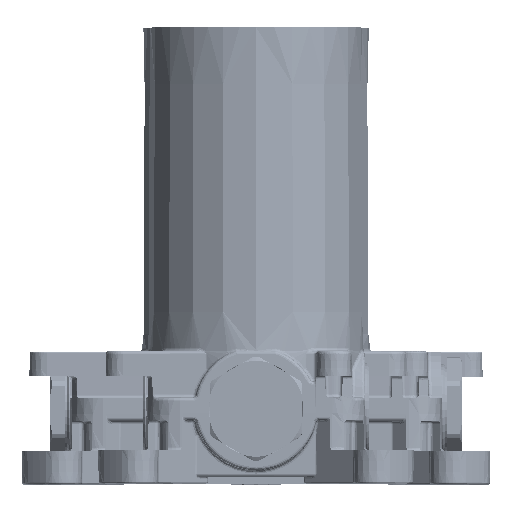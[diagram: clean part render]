
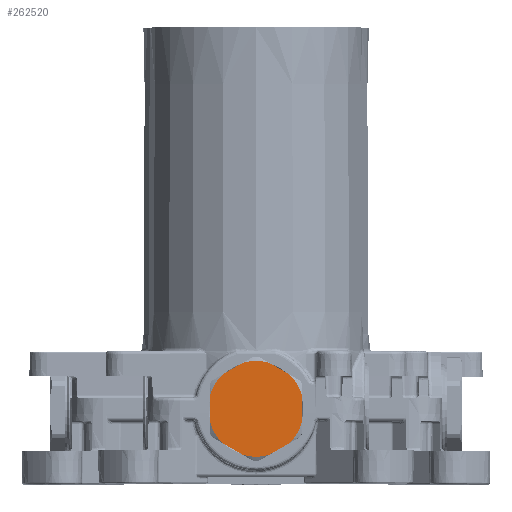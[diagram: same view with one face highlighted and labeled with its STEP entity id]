
A CAD part, top view. The second image highlights one B-rep face of the part: STEP entity #262520.
In plain terms, the highlighted planar face has unit normal (0, 0, 1).
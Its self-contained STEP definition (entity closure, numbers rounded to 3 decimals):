
#262179=CARTESIAN_POINT('Vertex',(14.,-3.512,159.159)) ;
#262182=CARTESIAN_POINT('Axis2P3D Location',(0.,0.,159.159)) ;
#262186=CARTESIAN_POINT('Vertex',(10.041,-10.368,159.159)) ;
#262230=CARTESIAN_POINT('Vertex',(3.959,-13.88,159.159)) ;
#262233=CARTESIAN_POINT('Axis2P3D Location',(0.,0.,159.159)) ;
#262237=CARTESIAN_POINT('Vertex',(0.,-14.434,159.159)) ;
#262240=CARTESIAN_POINT('Axis2P3D Location',(0.,0.,159.159)) ;
#262244=CARTESIAN_POINT('Vertex',(-3.959,-13.88,159.159)) ;
#262269=CARTESIAN_POINT('Vertex',(-10.041,-10.368,159.159)) ;
#262272=CARTESIAN_POINT('Axis2P3D Location',(0.,0.,159.159)) ;
#262276=CARTESIAN_POINT('Vertex',(-14.,-3.512,159.159)) ;
#262306=CARTESIAN_POINT('Vertex',(-14.,3.512,159.159)) ;
#262309=CARTESIAN_POINT('Axis2P3D Location',(0.,0.,159.159)) ;
#262313=CARTESIAN_POINT('Vertex',(-10.041,10.368,159.159)) ;
#262336=CARTESIAN_POINT('Axis2P3D Location',(0.,0.,159.159)) ;
#262340=CARTESIAN_POINT('Vertex',(0.,14.434,159.159)) ;
#262342=CARTESIAN_POINT('Vertex',(3.959,13.88,159.159)) ;
#262372=CARTESIAN_POINT('Vertex',(-3.959,13.88,159.159)) ;
#262375=CARTESIAN_POINT('Axis2P3D Location',(0.,0.,159.159)) ;
#262396=CARTESIAN_POINT('Vertex',(10.041,10.368,159.159)) ;
#262399=CARTESIAN_POINT('Axis2P3D Location',(0.,0.,159.159)) ;
#262403=CARTESIAN_POINT('Vertex',(14.,3.512,159.159)) ;
#262469=CARTESIAN_POINT('Axis2P3D Location',(0.,0.,159.159)) ;
#262474=CARTESIAN_POINT('Line Origine',(7.,-12.124,159.159)) ;
#262479=CARTESIAN_POINT('Line Origine',(14.,0.,159.159)) ;
#262484=CARTESIAN_POINT('Line Origine',(7.,12.124,159.159)) ;
#262489=CARTESIAN_POINT('Line Origine',(-7.,12.124,159.159)) ;
#262494=CARTESIAN_POINT('Line Origine',(-14.,0.,159.159)) ;
#262499=CARTESIAN_POINT('Line Origine',(-7.,-12.124,159.159)) ;
#262476=VECTOR('Line Direction',#262475,1.) ;
#262481=VECTOR('Line Direction',#262480,1.) ;
#262486=VECTOR('Line Direction',#262485,1.) ;
#262491=VECTOR('Line Direction',#262490,1.) ;
#262496=VECTOR('Line Direction',#262495,1.) ;
#262501=VECTOR('Line Direction',#262500,1.) ;
#262183=DIRECTION('Axis2P3D Direction',(0.,-0.,-1.)) ;
#262234=DIRECTION('Axis2P3D Direction',(0.,-0.,-1.)) ;
#262241=DIRECTION('Axis2P3D Direction',(0.,-0.,-1.)) ;
#262273=DIRECTION('Axis2P3D Direction',(0.,-0.,-1.)) ;
#262310=DIRECTION('Axis2P3D Direction',(0.,-0.,-1.)) ;
#262337=DIRECTION('Axis2P3D Direction',(0.,-0.,-1.)) ;
#262376=DIRECTION('Axis2P3D Direction',(0.,-0.,-1.)) ;
#262400=DIRECTION('Axis2P3D Direction',(0.,-0.,-1.)) ;
#262470=DIRECTION('Axis2P3D Direction',(0.,-0.,-1.)) ;
#262471=DIRECTION('Axis2P3D XDirection',(0.,-1.,0.)) ;
#262475=DIRECTION('Vector Direction',(-0.866,-0.5,0.)) ;
#262480=DIRECTION('Vector Direction',(0.,-1.,0.)) ;
#262485=DIRECTION('Vector Direction',(0.866,-0.5,0.)) ;
#262490=DIRECTION('Vector Direction',(0.866,0.5,0.)) ;
#262495=DIRECTION('Vector Direction',(0.,1.,0.)) ;
#262500=DIRECTION('Vector Direction',(-0.866,0.5,0.)) ;
#262184=AXIS2_PLACEMENT_3D('Circle Axis2P3D',#262182,#262183,$) ;
#262235=AXIS2_PLACEMENT_3D('Circle Axis2P3D',#262233,#262234,$) ;
#262242=AXIS2_PLACEMENT_3D('Circle Axis2P3D',#262240,#262241,$) ;
#262274=AXIS2_PLACEMENT_3D('Circle Axis2P3D',#262272,#262273,$) ;
#262311=AXIS2_PLACEMENT_3D('Circle Axis2P3D',#262309,#262310,$) ;
#262338=AXIS2_PLACEMENT_3D('Circle Axis2P3D',#262336,#262337,$) ;
#262377=AXIS2_PLACEMENT_3D('Circle Axis2P3D',#262375,#262376,$) ;
#262401=AXIS2_PLACEMENT_3D('Circle Axis2P3D',#262399,#262400,$) ;
#262472=AXIS2_PLACEMENT_3D('Plane Axis2P3D',#262469,#262470,#262471) ;
#262477=LINE('Line',#262474,#262476) ;
#262482=LINE('Line',#262479,#262481) ;
#262487=LINE('Line',#262484,#262486) ;
#262492=LINE('Line',#262489,#262491) ;
#262497=LINE('Line',#262494,#262496) ;
#262502=LINE('Line',#262499,#262501) ;
#262185=CIRCLE('generated circle',#262184,14.434) ;
#262236=CIRCLE('generated circle',#262235,14.434) ;
#262243=CIRCLE('generated circle',#262242,14.434) ;
#262275=CIRCLE('generated circle',#262274,14.434) ;
#262312=CIRCLE('generated circle',#262311,14.434) ;
#262339=CIRCLE('generated circle',#262338,14.434) ;
#262378=CIRCLE('generated circle',#262377,14.434) ;
#262402=CIRCLE('generated circle',#262401,14.434) ;
#262473=PLANE('',#262472) ;
#262188=EDGE_CURVE('',#262187,#262180,#262185,.F.) ;
#262239=EDGE_CURVE('',#262231,#262238,#262236,.T.) ;
#262246=EDGE_CURVE('',#262238,#262245,#262243,.T.) ;
#262278=EDGE_CURVE('',#262277,#262270,#262275,.F.) ;
#262315=EDGE_CURVE('',#262314,#262307,#262312,.F.) ;
#262344=EDGE_CURVE('',#262341,#262343,#262339,.T.) ;
#262379=EDGE_CURVE('',#262373,#262341,#262378,.T.) ;
#262405=EDGE_CURVE('',#262404,#262397,#262402,.F.) ;
#262478=EDGE_CURVE('',#262187,#262231,#262477,.T.) ;
#262483=EDGE_CURVE('',#262404,#262180,#262482,.T.) ;
#262488=EDGE_CURVE('',#262343,#262397,#262487,.T.) ;
#262493=EDGE_CURVE('',#262314,#262373,#262492,.T.) ;
#262498=EDGE_CURVE('',#262277,#262307,#262497,.T.) ;
#262503=EDGE_CURVE('',#262245,#262270,#262502,.T.) ;
#262505=ORIENTED_EDGE('',*,*,#262478,.F.) ;
#262506=ORIENTED_EDGE('',*,*,#262188,.T.) ;
#262507=ORIENTED_EDGE('',*,*,#262483,.F.) ;
#262508=ORIENTED_EDGE('',*,*,#262405,.T.) ;
#262509=ORIENTED_EDGE('',*,*,#262488,.F.) ;
#262510=ORIENTED_EDGE('',*,*,#262344,.F.) ;
#262511=ORIENTED_EDGE('',*,*,#262379,.F.) ;
#262512=ORIENTED_EDGE('',*,*,#262493,.F.) ;
#262513=ORIENTED_EDGE('',*,*,#262315,.T.) ;
#262514=ORIENTED_EDGE('',*,*,#262498,.F.) ;
#262515=ORIENTED_EDGE('',*,*,#262278,.T.) ;
#262516=ORIENTED_EDGE('',*,*,#262503,.F.) ;
#262517=ORIENTED_EDGE('',*,*,#262246,.F.) ;
#262518=ORIENTED_EDGE('',*,*,#262239,.F.) ;
#262504=EDGE_LOOP('',(#262505,#262506,#262507,#262508,#262509,#262510,#262511,#262512,#262513,#262514,#262515,#262516,#262517,#262518)) ;
#262180=VERTEX_POINT('',#262179) ;
#262187=VERTEX_POINT('',#262186) ;
#262231=VERTEX_POINT('',#262230) ;
#262238=VERTEX_POINT('',#262237) ;
#262245=VERTEX_POINT('',#262244) ;
#262270=VERTEX_POINT('',#262269) ;
#262277=VERTEX_POINT('',#262276) ;
#262307=VERTEX_POINT('',#262306) ;
#262314=VERTEX_POINT('',#262313) ;
#262341=VERTEX_POINT('',#262340) ;
#262343=VERTEX_POINT('',#262342) ;
#262373=VERTEX_POINT('',#262372) ;
#262397=VERTEX_POINT('',#262396) ;
#262404=VERTEX_POINT('',#262403) ;
#262520=ADVANCED_FACE('1UV.1',(#262519),#262473,.F.) ;
#262519=FACE_OUTER_BOUND('',#262504,.T.) ;
